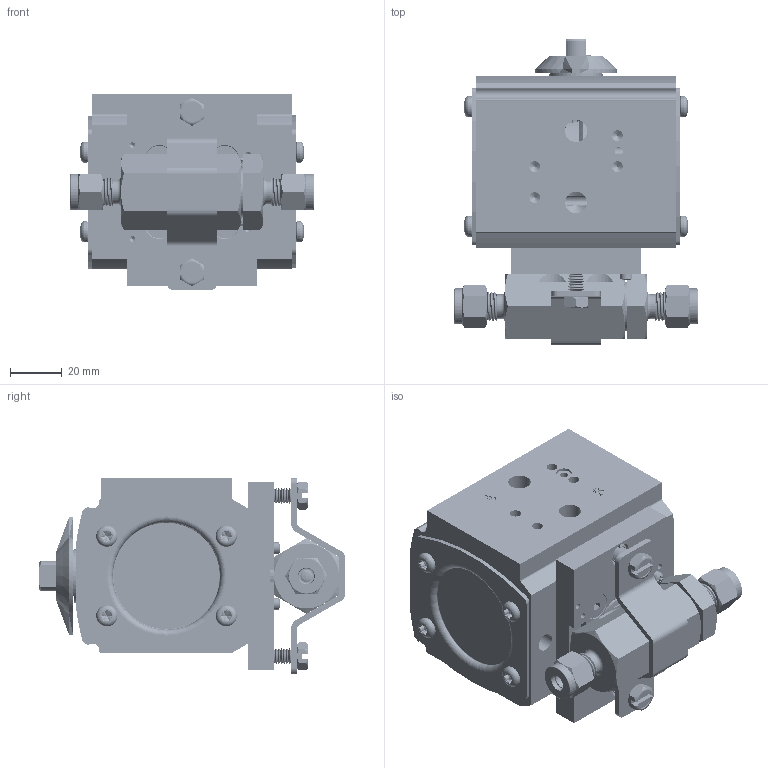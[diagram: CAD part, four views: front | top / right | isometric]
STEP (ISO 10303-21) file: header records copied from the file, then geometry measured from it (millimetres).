
FILE_DESCRIPTION (( 'STEP AP203' ), '1' );
FILE_NAME ('8204XXC4A512D.step', '2018-08-30T11:38:12', ( '' ), ( '' ), 'SwSTEP 2.0', 'SolidWorks 2018', '' );
FILE_SCHEMA (( 'CONFIG_CONTROL_DESIGN' ));
Length unit declared in the file: inch
Products named in the file (1): 8204XXC4A512D
Bounding box: 94.45 x 118.74 x 76.22 mm (x, y, z)
Volume: 310229.3 mm3; surface area: 121223.2 mm2
Topology: 45 solids, 45 shells, 2983 faces, 7726 edges, 4799 vertices
Faces by surface type: cylinder 1355, cone 828, plane 576, torus 114, bspline 104, sphere 6
Entity records: 120646 total; most frequent: CARTESIAN_POINT 51259, ORIENTED_EDGE 15164, DIRECTION 14351, EDGE_CURVE 7582, AXIS2_PLACEMENT_3D 5674, VERTEX_POINT 4795, EDGE_LOOP 3177, VECTOR 3003
